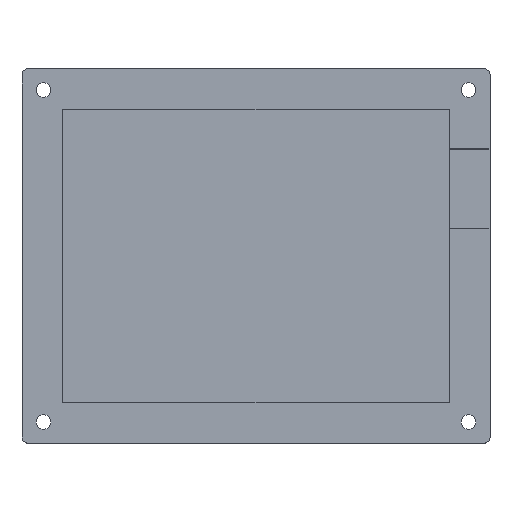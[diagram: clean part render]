
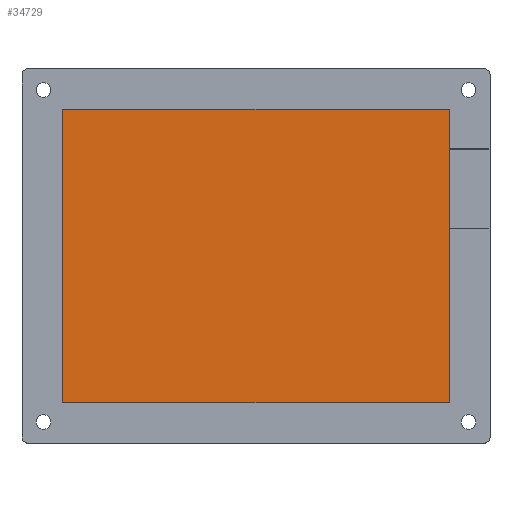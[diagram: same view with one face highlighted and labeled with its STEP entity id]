
A CAD part, top view. The second image highlights one B-rep face of the part: STEP entity #34729.
In plain terms, the highlighted planar face has unit normal (0, 0, 1).
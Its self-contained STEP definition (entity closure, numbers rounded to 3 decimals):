
#31888 = EDGE_CURVE('',#31889,#31891,#31893,.T.);
#31889 = VERTEX_POINT('',#31890);
#31890 = CARTESIAN_POINT('',(45.065,-34.2,3.));
#31891 = VERTEX_POINT('',#31892);
#31892 = CARTESIAN_POINT('',(45.065,34.2,3.));
#31893 = LINE('',#31894,#31895);
#31894 = CARTESIAN_POINT('',(45.065,-34.2,3.));
#31895 = VECTOR('',#31896,1.);
#31896 = DIRECTION('',(0.,1.,0.));
#31935 = EDGE_CURVE('',#31891,#31936,#31938,.T.);
#31936 = VERTEX_POINT('',#31937);
#31937 = CARTESIAN_POINT('',(-45.065,34.2,3.));
#31938 = LINE('',#31939,#31940);
#31939 = CARTESIAN_POINT('',(45.065,34.2,3.));
#31940 = VECTOR('',#31941,1.);
#31941 = DIRECTION('',(-1.,0.,0.));
#31959 = EDGE_CURVE('',#31936,#31960,#31962,.T.);
#31960 = VERTEX_POINT('',#31961);
#31961 = CARTESIAN_POINT('',(-45.065,-34.2,3.));
#31962 = LINE('',#31963,#31964);
#31963 = CARTESIAN_POINT('',(-45.065,34.2,3.));
#31964 = VECTOR('',#31965,1.);
#31965 = DIRECTION('',(0.,-1.,0.));
#31983 = EDGE_CURVE('',#31960,#31889,#31984,.T.);
#31984 = LINE('',#31985,#31986);
#31985 = CARTESIAN_POINT('',(-45.065,-34.2,3.));
#31986 = VECTOR('',#31987,1.);
#31987 = DIRECTION('',(1.,0.,0.));
#34729 = ADVANCED_FACE('',(#34730),#34736,.T.);
#34730 = FACE_BOUND('',#34731,.F.);
#34731 = EDGE_LOOP('',(#34732,#34733,#34734,#34735));
#34732 = ORIENTED_EDGE('',*,*,#31888,.F.);
#34733 = ORIENTED_EDGE('',*,*,#31983,.F.);
#34734 = ORIENTED_EDGE('',*,*,#31959,.F.);
#34735 = ORIENTED_EDGE('',*,*,#31935,.F.);
#34736 = PLANE('',#34737);
#34737 = AXIS2_PLACEMENT_3D('',#34738,#34739,#34740);
#34738 = CARTESIAN_POINT('',(0.,0.,3.));
#34739 = DIRECTION('',(0.,0.,1.));
#34740 = DIRECTION('',(1.,0.,0.));
